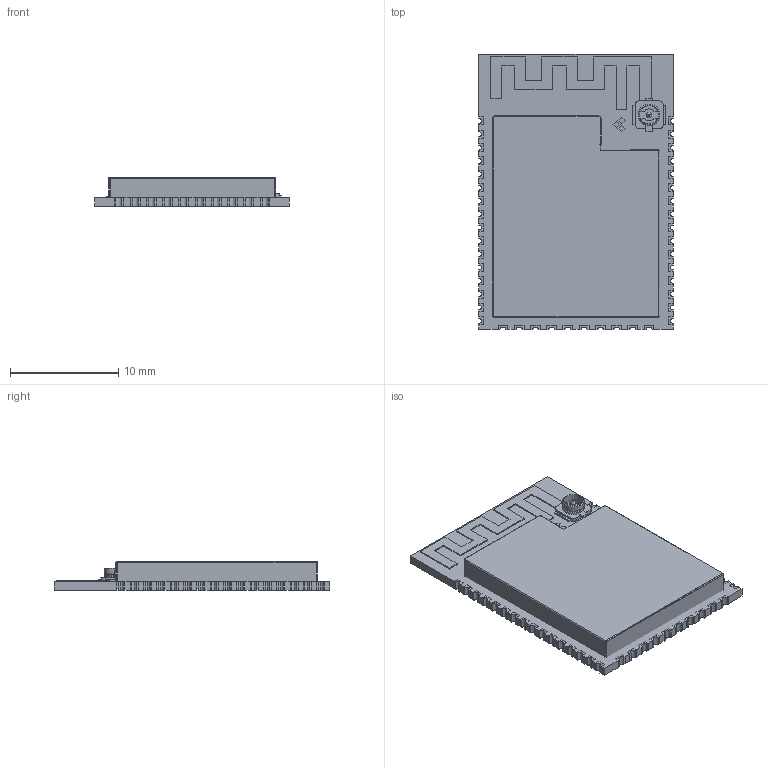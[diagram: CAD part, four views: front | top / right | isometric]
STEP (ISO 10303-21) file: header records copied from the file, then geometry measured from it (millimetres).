
FILE_DESCRIPTION (( 'STEP AP214' ), '1' );
FILE_NAME ('ESP32-S2-WROVER.STEP', '2023-02-02T22:40:46', ( '' ), ( '' ), 'SwSTEP 2.0', 'SolidWorks 2022', '' );
FILE_SCHEMA (( 'AUTOMOTIVE_DESIGN' ));
Length unit declared in the file: inch
Products named in the file (4): ESP32-S2-WLOVER-I_2; ESP32-S2-WROVER; ESP32-S2-WLOVER-I; ESP32-S2-WLOVER-I_3
Assembly tree (3 placements, depth 2):
  ESP32-S2-WROVER
    ESP32-S2-WLOVER-I_3
    ESP32-S2-WLOVER-I
    ESP32-S2-WLOVER-I_2
Bounding box: 17.99 x 25.42 x 2.66 mm (x, y, z)
Volume: 408.3 mm3; surface area: 1847.2 mm2
Topology: 3 solids, 3 shells, 640 faces, 1838 edges, 1212 vertices
Faces by surface type: plane 530, bspline 74, cylinder 30, cone 6
Entity records: 29585 total; most frequent: CARTESIAN_POINT 4969, ORIENTED_EDGE 3676, DIRECTION 2908, EDGE_CURVE 1838, LINE 1642, VECTOR 1642, VERTEX_POINT 1212, DIMENSIONAL_EXPONENTS 650
